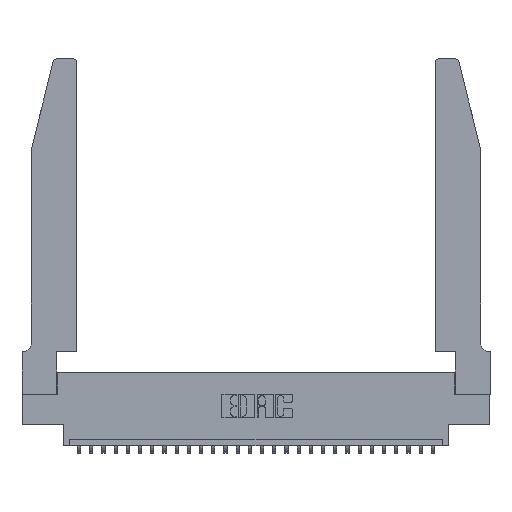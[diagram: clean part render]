
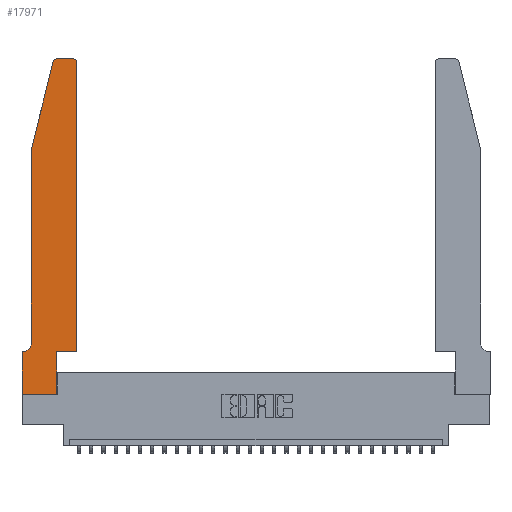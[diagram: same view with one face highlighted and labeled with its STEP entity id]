
A CAD part, top view. The second image highlights one B-rep face of the part: STEP entity #17971.
In plain terms, the highlighted planar face has unit normal (0, 0, 1).
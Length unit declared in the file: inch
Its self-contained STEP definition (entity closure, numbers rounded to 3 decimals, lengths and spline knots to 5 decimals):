
#29 = AXIS2_PLACEMENT_3D ( 'NONE', #695, #7483, #7589 ) ;
#336 = LINE ( 'NONE', #25395, #4243 ) ;
#647 = VERTEX_POINT ( 'NONE', #27523 ) ;
#695 = CARTESIAN_POINT ( 'NONE',  ( 0., 0.35, 0.37 ) ) ;
#774 = CARTESIAN_POINT ( 'NONE',  ( 0., 0., 0.37 ) ) ;
#1077 = VERTEX_POINT ( 'NONE', #24611 ) ;
#1128 = CIRCLE ( 'NONE', #13333, 0.03 ) ;
#1658 = LINE ( 'NONE', #29149, #24224 ) ;
#1995 = VERTEX_POINT ( 'NONE', #7434 ) ;
#2257 = CARTESIAN_POINT ( 'NONE',  ( 0.0055, 0.42, 0.37 ) ) ;
#2494 = LINE ( 'NONE', #28032, #12397 ) ;
#2950 = VERTEX_POINT ( 'NONE', #9597 ) ;
#3036 = EDGE_CURVE ( 'NONE', #7094, #7903, #21546, .T. ) ;
#3055 = CARTESIAN_POINT ( 'NONE',  ( 0.25487, 2.72718, 0.37 ) ) ;
#3205 = AXIS2_PLACEMENT_3D ( 'NONE', #2257, #26832, #27099 ) ;
#3727 = CARTESIAN_POINT ( 'NONE',  ( 0., 0., 0.37 ) ) ;
#4137 = ORIENTED_EDGE ( 'NONE', *, *, #26800, .T. ) ;
#4243 = VECTOR ( 'NONE', #19066, 39.37008 ) ;
#4654 = CARTESIAN_POINT ( 'NONE',  ( 0.0755, 2., 0.37 ) ) ;
#4941 = CARTESIAN_POINT ( 'NONE',  ( 0.2865, 0.35, 0.37 ) ) ;
#5392 = ORIENTED_EDGE ( 'NONE', *, *, #17906, .T. ) ;
#5571 = ORIENTED_EDGE ( 'NONE', *, *, #25939, .T. ) ;
#5599 = CIRCLE ( 'NONE', #3205, 0.07 ) ;
#6108 = EDGE_CURVE ( 'NONE', #1077, #17516, #11795, .T. ) ;
#6253 = ORIENTED_EDGE ( 'NONE', *, *, #7218, .T. ) ;
#6732 = CARTESIAN_POINT ( 'NONE',  ( 0.0755, 2., 0.37 ) ) ;
#7094 = VERTEX_POINT ( 'NONE', #22508 ) ;
#7218 = EDGE_CURVE ( 'NONE', #16456, #2950, #8451, .T. ) ;
#7434 = CARTESIAN_POINT ( 'NONE',  ( 0.4505, 2.72, 0.37 ) ) ;
#7483 = DIRECTION ( 'NONE',  ( 0., 0., 1. ) ) ;
#7589 = DIRECTION ( 'NONE',  ( 1., 0., 0. ) ) ;
#7763 = DIRECTION ( 'NONE',  ( 1., 0., 0. ) ) ;
#7903 = VERTEX_POINT ( 'NONE', #774 ) ;
#8451 = LINE ( 'NONE', #9494, #10595 ) ;
#8645 = ORIENTED_EDGE ( 'NONE', *, *, #23578, .T. ) ;
#9494 = CARTESIAN_POINT ( 'NONE',  ( 0.2605, 2.75, 0.37 ) ) ;
#9597 = CARTESIAN_POINT ( 'NONE',  ( 0.284, 2.75, 0.37 ) ) ;
#9884 = DIRECTION ( 'NONE',  ( 0., 1., 0. ) ) ;
#10074 = DIRECTION ( 'NONE',  ( 0., 0., 1. ) ) ;
#10407 = EDGE_LOOP ( 'NONE', ( #6253, #24138, #5571, #24160, #25529, #5392, #14548, #4137, #26593, #20431, #8645, #19305 ) ) ;
#10595 = VECTOR ( 'NONE', #27255, 39.37008 ) ;
#10750 = CARTESIAN_POINT ( 'NONE',  ( 0.2865, 0.35, 0.37 ) ) ;
#10780 = VERTEX_POINT ( 'NONE', #23317 ) ;
#11795 = LINE ( 'NONE', #4941, #18902 ) ;
#11964 = CARTESIAN_POINT ( 'NONE',  ( 0.4205, 2.75, 0.37 ) ) ;
#12346 = AXIS2_PLACEMENT_3D ( 'NONE', #24687, #20019, #15618 ) ;
#12397 = VECTOR ( 'NONE', #25891, 39.37008 ) ;
#12435 = VECTOR ( 'NONE', #13773, 39.37008 ) ;
#12507 = VECTOR ( 'NONE', #28612, 39.37008 ) ;
#12578 = EDGE_CURVE ( 'NONE', #2950, #27906, #1128, .T. ) ;
#12944 = EDGE_CURVE ( 'NONE', #15657, #16547, #2494, .T. ) ;
#13281 = CIRCLE ( 'NONE', #12346, 0.03 ) ;
#13333 = AXIS2_PLACEMENT_3D ( 'NONE', #16941, #10074, #25809 ) ;
#13410 = VECTOR ( 'NONE', #7763, 39.37008 ) ;
#13451 = DIRECTION ( 'NONE',  ( 0., -1., 0. ) ) ;
#13773 = DIRECTION ( 'NONE',  ( -0.239, -0.971, 0. ) ) ;
#14163 = PLANE ( 'NONE',  #29 ) ;
#14548 = ORIENTED_EDGE ( 'NONE', *, *, #3036, .T. ) ;
#14666 = FACE_OUTER_BOUND ( 'NONE', #10407, .T. ) ;
#15618 = DIRECTION ( 'NONE',  ( 1., 0., 0. ) ) ;
#15657 = VERTEX_POINT ( 'NONE', #6732 ) ;
#16456 = VERTEX_POINT ( 'NONE', #11964 ) ;
#16547 = VERTEX_POINT ( 'NONE', #23182 ) ;
#16941 = CARTESIAN_POINT ( 'NONE',  ( 0.284, 2.72, 0.37 ) ) ;
#17516 = VERTEX_POINT ( 'NONE', #10750 ) ;
#17904 = CARTESIAN_POINT ( 'NONE',  ( 0., 0., 0.37 ) ) ;
#17906 = EDGE_CURVE ( 'NONE', #10780, #7094, #24463, .T. ) ;
#17971 = ADVANCED_FACE ( 'NONE', ( #14666 ), #14163, .T. ) ;
#18030 = DIRECTION ( 'NONE',  ( 0., 1., 0. ) ) ;
#18902 = VECTOR ( 'NONE', #9884, 39.37008 ) ;
#19066 = DIRECTION ( 'NONE',  ( 1., 0., 0. ) ) ;
#19305 = ORIENTED_EDGE ( 'NONE', *, *, #28761, .T. ) ;
#20019 = DIRECTION ( 'NONE',  ( 0., 0., 1. ) ) ;
#20431 = ORIENTED_EDGE ( 'NONE', *, *, #21360, .T. ) ;
#21360 = EDGE_CURVE ( 'NONE', #17516, #647, #336, .T. ) ;
#21546 = LINE ( 'NONE', #17904, #27439 ) ;
#22508 = CARTESIAN_POINT ( 'NONE',  ( 0., 0.35, 0.37 ) ) ;
#23182 = CARTESIAN_POINT ( 'NONE',  ( 0.0755, 0.42, 0.37 ) ) ;
#23317 = CARTESIAN_POINT ( 'NONE',  ( 0.0055, 0.35, 0.37 ) ) ;
#23578 = EDGE_CURVE ( 'NONE', #647, #1995, #1658, .T. ) ;
#24138 = ORIENTED_EDGE ( 'NONE', *, *, #12578, .T. ) ;
#24160 = ORIENTED_EDGE ( 'NONE', *, *, #12944, .T. ) ;
#24224 = VECTOR ( 'NONE', #18030, 39.37008 ) ;
#24463 = LINE ( 'NONE', #26636, #12507 ) ;
#24611 = CARTESIAN_POINT ( 'NONE',  ( 0.2865, 0., 0.37 ) ) ;
#24687 = CARTESIAN_POINT ( 'NONE',  ( 0.4205, 2.72, 0.37 ) ) ;
#25395 = CARTESIAN_POINT ( 'NONE',  ( 0.4505, 0.35, 0.37 ) ) ;
#25529 = ORIENTED_EDGE ( 'NONE', *, *, #26519, .T. ) ;
#25809 = DIRECTION ( 'NONE',  ( 1., 0., 0. ) ) ;
#25891 = DIRECTION ( 'NONE',  ( 0., -1., 0. ) ) ;
#25939 = EDGE_CURVE ( 'NONE', #27906, #15657, #28917, .T. ) ;
#26040 = LINE ( 'NONE', #3727, #13410 ) ;
#26519 = EDGE_CURVE ( 'NONE', #16547, #10780, #5599, .T. ) ;
#26593 = ORIENTED_EDGE ( 'NONE', *, *, #6108, .T. ) ;
#26636 = CARTESIAN_POINT ( 'NONE',  ( 0.0755, 0.35, 0.37 ) ) ;
#26800 = EDGE_CURVE ( 'NONE', #7903, #1077, #26040, .T. ) ;
#26832 = DIRECTION ( 'NONE',  ( 0., 0., -1. ) ) ;
#27099 = DIRECTION ( 'NONE',  ( -1., 0., 0. ) ) ;
#27255 = DIRECTION ( 'NONE',  ( -1., 0., 0. ) ) ;
#27439 = VECTOR ( 'NONE', #13451, 39.37008 ) ;
#27523 = CARTESIAN_POINT ( 'NONE',  ( 0.4505, 0.35, 0.37 ) ) ;
#27906 = VERTEX_POINT ( 'NONE', #3055 ) ;
#28032 = CARTESIAN_POINT ( 'NONE',  ( 0.0755, 2., 0.37 ) ) ;
#28612 = DIRECTION ( 'NONE',  ( -1., 0., 0. ) ) ;
#28761 = EDGE_CURVE ( 'NONE', #1995, #16456, #13281, .T. ) ;
#28917 = LINE ( 'NONE', #4654, #12435 ) ;
#29149 = CARTESIAN_POINT ( 'NONE',  ( 0.4505, 0.35, 0.37 ) ) ;
